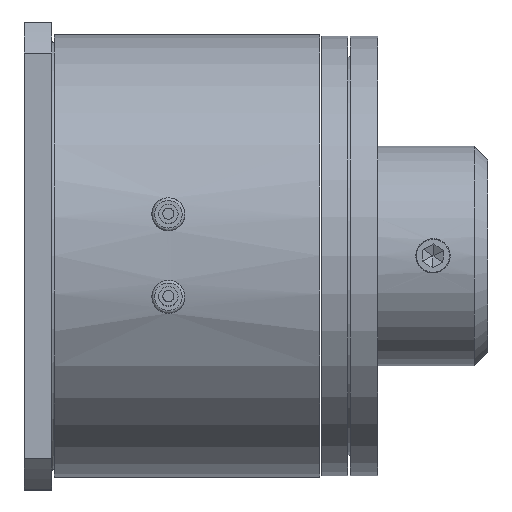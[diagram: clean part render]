
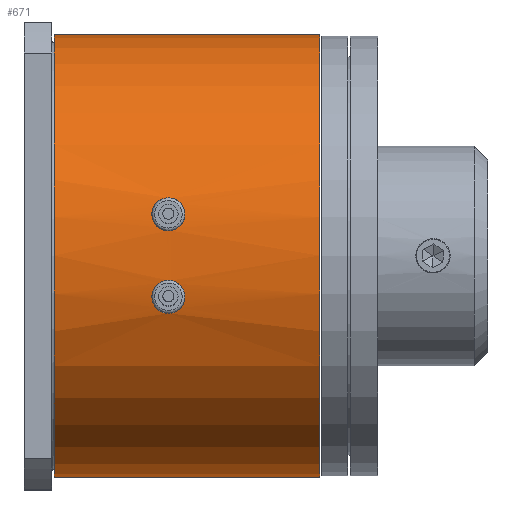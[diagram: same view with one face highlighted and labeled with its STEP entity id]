
A CAD part, top view. The second image highlights one B-rep face of the part: STEP entity #671.
In plain terms, the highlighted cylindrical face has radius 16.1 mm (diameter 32.2 mm), a full revolution.
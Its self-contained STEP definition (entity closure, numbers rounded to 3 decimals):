
#434=CARTESIAN_POINT('',(-10.5,-15.999,-1.8));
#435=VERTEX_POINT('',#434);
#436=CARTESIAN_POINT('',(-10.5,-15.543,-4.2));
#437=VERTEX_POINT('',#436);
#438=CARTESIAN_POINT('',(-10.5,-15.999,-1.8));
#439=CARTESIAN_POINT('',(-10.651,-15.999,-1.8));
#440=CARTESIAN_POINT('',(-10.811,-15.996,-1.83));
#441=CARTESIAN_POINT('',(-11.106,-15.981,-1.952));
#442=CARTESIAN_POINT('',(-11.241,-15.97,-2.044));
#443=CARTESIAN_POINT('',(-11.454,-15.941,-2.257));
#444=CARTESIAN_POINT('',(-11.547,-15.922,-2.393));
#445=CARTESIAN_POINT('',(-11.67,-15.875,-2.689));
#446=CARTESIAN_POINT('',(-11.7,-15.846,-2.85));
#447=CARTESIAN_POINT('',(-11.7,-15.789,-3.152));
#448=CARTESIAN_POINT('',(-11.67,-15.756,-3.313));
#449=CARTESIAN_POINT('',(-11.546,-15.691,-3.61));
#450=CARTESIAN_POINT('',(-11.452,-15.659,-3.746));
#451=CARTESIAN_POINT('',(-11.239,-15.606,-3.957));
#452=CARTESIAN_POINT('',(-11.105,-15.583,-4.048));
#453=CARTESIAN_POINT('',(-10.811,-15.551,-4.17));
#454=CARTESIAN_POINT('',(-10.651,-15.543,-4.2));
#455=CARTESIAN_POINT('',(-10.5,-15.543,-4.2));
#456=B_SPLINE_CURVE_WITH_KNOTS('',3,(#438,#439,#440,#441,#442,#443,#444,#445,#446,#447,#448,#449,#450,#451,#452,#453,#454,#455),.UNSPECIFIED.,.F.,.U.,(4,2,2,2,2,2,2,2,4),(0.0,0.045,0.09,0.136,0.182,0.228,0.275,0.32,0.365),.UNSPECIFIED.);
#457=EDGE_CURVE('',#435,#437,#456,.T.);
#459=CARTESIAN_POINT('',(-10.5,-15.543,-4.2));
#460=CARTESIAN_POINT('',(-10.349,-15.543,-4.2));
#461=CARTESIAN_POINT('',(-10.189,-15.551,-4.17));
#462=CARTESIAN_POINT('',(-9.895,-15.583,-4.048));
#463=CARTESIAN_POINT('',(-9.761,-15.606,-3.957));
#464=CARTESIAN_POINT('',(-9.548,-15.659,-3.746));
#465=CARTESIAN_POINT('',(-9.454,-15.691,-3.61));
#466=CARTESIAN_POINT('',(-9.33,-15.756,-3.313));
#467=CARTESIAN_POINT('',(-9.3,-15.789,-3.152));
#468=CARTESIAN_POINT('',(-9.3,-15.846,-2.85));
#469=CARTESIAN_POINT('',(-9.33,-15.875,-2.689));
#470=CARTESIAN_POINT('',(-9.453,-15.922,-2.393));
#471=CARTESIAN_POINT('',(-9.546,-15.941,-2.257));
#472=CARTESIAN_POINT('',(-9.759,-15.97,-2.044));
#473=CARTESIAN_POINT('',(-9.894,-15.981,-1.952));
#474=CARTESIAN_POINT('',(-10.189,-15.996,-1.83));
#475=CARTESIAN_POINT('',(-10.349,-15.999,-1.8));
#476=CARTESIAN_POINT('',(-10.5,-15.999,-1.8));
#477=B_SPLINE_CURVE_WITH_KNOTS('',3,(#459,#460,#461,#462,#463,#464,#465,#466,#467,#468,#469,#470,#471,#472,#473,#474,#475,#476),.UNSPECIFIED.,.F.,.U.,(4,2,2,2,2,2,2,2,4),(-0.365,-0.32,-0.275,-0.228,-0.182,-0.136,-0.09,-0.045,0.0),.UNSPECIFIED.);
#478=EDGE_CURVE('',#437,#435,#477,.T.);
#491=CARTESIAN_POINT('',(-10.5,-15.543,4.2));
#492=VERTEX_POINT('',#491);
#493=CARTESIAN_POINT('',(-10.5,-15.999,1.8));
#494=VERTEX_POINT('',#493);
#495=CARTESIAN_POINT('',(-10.5,-15.543,4.2));
#496=CARTESIAN_POINT('',(-10.651,-15.543,4.2));
#497=CARTESIAN_POINT('',(-10.811,-15.551,4.17));
#498=CARTESIAN_POINT('',(-11.105,-15.583,4.048));
#499=CARTESIAN_POINT('',(-11.239,-15.606,3.957));
#500=CARTESIAN_POINT('',(-11.452,-15.659,3.746));
#501=CARTESIAN_POINT('',(-11.546,-15.691,3.61));
#502=CARTESIAN_POINT('',(-11.67,-15.756,3.313));
#503=CARTESIAN_POINT('',(-11.7,-15.789,3.152));
#504=CARTESIAN_POINT('',(-11.7,-15.846,2.85));
#505=CARTESIAN_POINT('',(-11.67,-15.875,2.689));
#506=CARTESIAN_POINT('',(-11.547,-15.922,2.393));
#507=CARTESIAN_POINT('',(-11.454,-15.941,2.257));
#508=CARTESIAN_POINT('',(-11.241,-15.97,2.044));
#509=CARTESIAN_POINT('',(-11.106,-15.981,1.952));
#510=CARTESIAN_POINT('',(-10.811,-15.996,1.83));
#511=CARTESIAN_POINT('',(-10.651,-15.999,1.8));
#512=CARTESIAN_POINT('',(-10.5,-15.999,1.8));
#513=B_SPLINE_CURVE_WITH_KNOTS('',3,(#495,#496,#497,#498,#499,#500,#501,#502,#503,#504,#505,#506,#507,#508,#509,#510,#511,#512),.UNSPECIFIED.,.F.,.U.,(4,2,2,2,2,2,2,2,4),(0.0,0.045,0.09,0.137,0.183,0.229,0.275,0.32,0.365),.UNSPECIFIED.);
#514=EDGE_CURVE('',#492,#494,#513,.T.);
#516=CARTESIAN_POINT('',(-10.5,-15.999,1.8));
#517=CARTESIAN_POINT('',(-10.349,-15.999,1.8));
#518=CARTESIAN_POINT('',(-10.189,-15.996,1.83));
#519=CARTESIAN_POINT('',(-9.894,-15.981,1.952));
#520=CARTESIAN_POINT('',(-9.759,-15.97,2.044));
#521=CARTESIAN_POINT('',(-9.546,-15.941,2.257));
#522=CARTESIAN_POINT('',(-9.453,-15.922,2.393));
#523=CARTESIAN_POINT('',(-9.33,-15.875,2.689));
#524=CARTESIAN_POINT('',(-9.3,-15.846,2.85));
#525=CARTESIAN_POINT('',(-9.3,-15.789,3.152));
#526=CARTESIAN_POINT('',(-9.33,-15.756,3.313));
#527=CARTESIAN_POINT('',(-9.454,-15.691,3.61));
#528=CARTESIAN_POINT('',(-9.548,-15.659,3.746));
#529=CARTESIAN_POINT('',(-9.761,-15.606,3.957));
#530=CARTESIAN_POINT('',(-9.895,-15.583,4.048));
#531=CARTESIAN_POINT('',(-10.189,-15.551,4.17));
#532=CARTESIAN_POINT('',(-10.349,-15.543,4.2));
#533=CARTESIAN_POINT('',(-10.5,-15.543,4.2));
#534=B_SPLINE_CURVE_WITH_KNOTS('',3,(#516,#517,#518,#519,#520,#521,#522,#523,#524,#525,#526,#527,#528,#529,#530,#531,#532,#533),.UNSPECIFIED.,.F.,.U.,(4,2,2,2,2,2,2,2,4),(-0.365,-0.32,-0.275,-0.229,-0.183,-0.137,-0.09,-0.045,0.0),.UNSPECIFIED.);
#535=EDGE_CURVE('',#494,#492,#534,.T.);
#636=CARTESIAN_POINT('',(1.657,0.0,0.0));
#637=DIRECTION('',(1.0,0.0,0.0));
#638=DIRECTION('',(0.0,0.0,-1.0));
#639=AXIS2_PLACEMENT_3D('',#636,#637,#638);
#640=CYLINDRICAL_SURFACE('',#639,16.1);
#641=CARTESIAN_POINT('',(-21.5,0.0,-16.1));
#642=VERTEX_POINT('',#641);
#643=CARTESIAN_POINT('',(-21.5,0.0,0.0));
#644=DIRECTION('',(1.0,0.0,0.0));
#645=DIRECTION('',(0.0,0.0,-1.0));
#646=AXIS2_PLACEMENT_3D('',#643,#644,#645);
#647=CIRCLE('',#646,16.1);
#648=EDGE_CURVE('',#642,#642,#647,.T.);
#649=ORIENTED_EDGE('',*,*,#648,.T.);
#650=EDGE_LOOP('',(#649));
#651=FACE_OUTER_BOUND('',#650,.T.);
#652=ORIENTED_EDGE('',*,*,#457,.F.);
#653=ORIENTED_EDGE('',*,*,#478,.F.);
#654=EDGE_LOOP('',(#652,#653));
#655=FACE_BOUND('',#654,.T.);
#656=ORIENTED_EDGE('',*,*,#514,.F.);
#657=ORIENTED_EDGE('',*,*,#535,.F.);
#658=EDGE_LOOP('',(#656,#657));
#659=FACE_BOUND('',#658,.T.);
#660=CARTESIAN_POINT('',(-2.2,0.0,-16.1));
#661=VERTEX_POINT('',#660);
#662=CARTESIAN_POINT('',(-2.2,0.0,0.0));
#663=DIRECTION('',(1.0,0.0,0.0));
#664=DIRECTION('',(0.0,0.0,-1.0));
#665=AXIS2_PLACEMENT_3D('',#662,#663,#664);
#666=CIRCLE('',#665,16.1);
#667=EDGE_CURVE('',#661,#661,#666,.T.);
#668=ORIENTED_EDGE('',*,*,#667,.F.);
#669=EDGE_LOOP('',(#668));
#670=FACE_BOUND('',#669,.T.);
#671=ADVANCED_FACE('',(#651,#655,#659,#670),#640,.T.);
